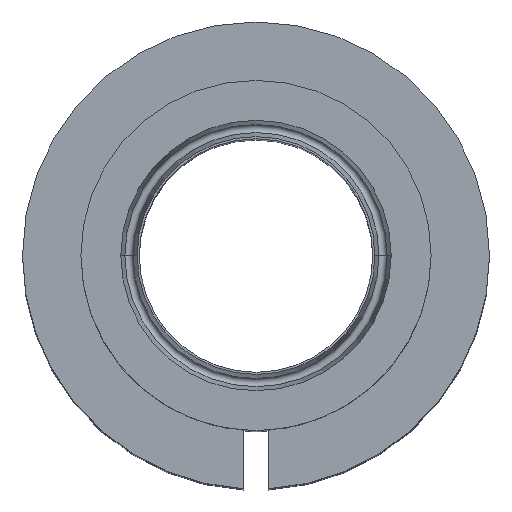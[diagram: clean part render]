
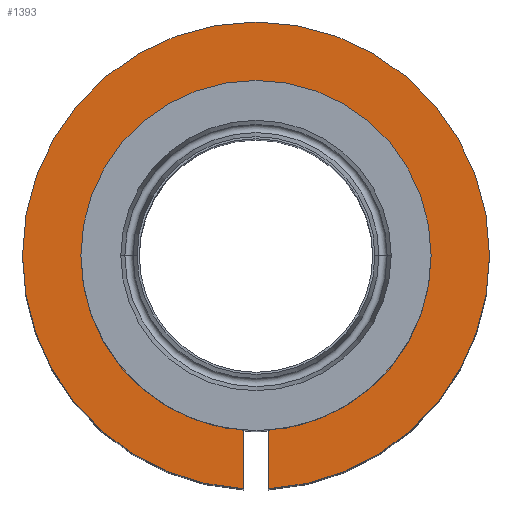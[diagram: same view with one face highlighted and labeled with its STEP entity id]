
A CAD part, top view. The second image highlights one B-rep face of the part: STEP entity #1393.
In plain terms, the highlighted planar face has unit normal (0, 0, 1).
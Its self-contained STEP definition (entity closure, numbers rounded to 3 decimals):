
#27 = VERTEX_POINT ( 'NONE', #427 ) ;
#28 = VERTEX_POINT ( 'NONE', #428 ) ;
#129 = EDGE_LOOP ( 'NONE', ( #263, #277, #276, #283, #247, #311, #242, #211 ) ) ;
#211 = ORIENTED_EDGE ( 'NONE', *, *, #1508, .F. ) ;
#242 = ORIENTED_EDGE ( 'NONE', *, *, #1505, .F. ) ;
#247 = ORIENTED_EDGE ( 'NONE', *, *, #1479, .F. ) ;
#263 = ORIENTED_EDGE ( 'NONE', *, *, #1466, .T. ) ;
#276 = ORIENTED_EDGE ( 'NONE', *, *, #1509, .T. ) ;
#277 = ORIENTED_EDGE ( 'NONE', *, *, #1464, .T. ) ;
#283 = ORIENTED_EDGE ( 'NONE', *, *, #1501, .F. ) ;
#311 = ORIENTED_EDGE ( 'NONE', *, *, #1469, .F. ) ;
#389 = VERTEX_POINT ( 'NONE', #432 ) ;
#401 = VERTEX_POINT ( 'NONE', #446 ) ;
#427 = CARTESIAN_POINT ( 'NONE',  ( -0.419, -5.985, 0. ) ) ;
#428 = CARTESIAN_POINT ( 'NONE',  ( 6., 0., 0. ) ) ;
#432 = CARTESIAN_POINT ( 'NONE',  ( 8., 0., 0. ) ) ;
#446 = CARTESIAN_POINT ( 'NONE',  ( 0.419, -7.989, 0. ) ) ;
#455 = CARTESIAN_POINT ( 'NONE',  ( -0.419, -7.989, 0. ) ) ;
#457 = CARTESIAN_POINT ( 'NONE',  ( 0.419, -5.985, 0. ) ) ;
#465 = CARTESIAN_POINT ( 'NONE',  ( -6., 0., 0. ) ) ;
#471 = CARTESIAN_POINT ( 'NONE',  ( -8., 0., 0. ) ) ;
#678 = PLANE ( 'NONE',  #1636 ) ;
#682 = CARTESIAN_POINT ( 'NONE',  ( 0., 8., 0. ) ) ;
#703 = DIRECTION ( 'NONE',  ( 0., 0., -1. ) ) ;
#704 = DIRECTION ( 'NONE',  ( -1., 0., 0. ) ) ;
#740 = VERTEX_POINT ( 'NONE', #455 ) ;
#742 = VERTEX_POINT ( 'NONE', #457 ) ;
#750 = VERTEX_POINT ( 'NONE', #465 ) ;
#756 = VERTEX_POINT ( 'NONE', #471 ) ;
#772 = VECTOR ( 'NONE', #1053, 1000. ) ;
#777 = LINE ( 'NONE', #1046, #772 ) ;
#784 = CIRCLE ( 'NONE', #1328, 6. ) ;
#787 = LINE ( 'NONE', #1070, #788 ) ;
#788 = VECTOR ( 'NONE', #1071, 1000. ) ;
#789 = CIRCLE ( 'NONE', #1329, 8. ) ;
#956 = CARTESIAN_POINT ( 'NONE',  ( 0., 0., 0. ) ) ;
#957 = DIRECTION ( 'NONE',  ( 0., 0., 1. ) ) ;
#958 = DIRECTION ( 'NONE',  ( 1., 0., 0. ) ) ;
#959 = CARTESIAN_POINT ( 'NONE',  ( 0., 0., 0. ) ) ;
#962 = DIRECTION ( 'NONE',  ( 0., 0., 1. ) ) ;
#963 = DIRECTION ( 'NONE',  ( 1., 0., 0. ) ) ;
#964 = CARTESIAN_POINT ( 'NONE',  ( 0., 0., 0. ) ) ;
#970 = DIRECTION ( 'NONE',  ( 0., 0., 1. ) ) ;
#971 = DIRECTION ( 'NONE',  ( 1., 0., 0. ) ) ;
#987 = CARTESIAN_POINT ( 'NONE',  ( 0., 0., 0. ) ) ;
#996 = DIRECTION ( 'NONE',  ( 0., 0., 1. ) ) ;
#997 = DIRECTION ( 'NONE',  ( 1., 0., 0. ) ) ;
#1046 = CARTESIAN_POINT ( 'NONE',  ( -0.419, 0., 0. ) ) ;
#1053 = DIRECTION ( 'NONE',  ( 0., -1., 0. ) ) ;
#1054 = CARTESIAN_POINT ( 'NONE',  ( 0., 0., 0. ) ) ;
#1061 = CARTESIAN_POINT ( 'NONE',  ( 0., 0., 0. ) ) ;
#1062 = DIRECTION ( 'NONE',  ( 0., 0., 1. ) ) ;
#1063 = DIRECTION ( 'NONE',  ( 1., 0., 0. ) ) ;
#1070 = CARTESIAN_POINT ( 'NONE',  ( 0.419, 0., 0. ) ) ;
#1071 = DIRECTION ( 'NONE',  ( 0., 1., 0. ) ) ;
#1073 = DIRECTION ( 'NONE',  ( 0., 0., 1. ) ) ;
#1074 = DIRECTION ( 'NONE',  ( 1., 0., 0. ) ) ;
#1201 = FACE_OUTER_BOUND ( 'NONE', #129, .T. ) ;
#1286 = CIRCLE ( 'NONE', #1671, 8. ) ;
#1287 = CIRCLE ( 'NONE', #1673, 8. ) ;
#1292 = CIRCLE ( 'NONE', #1675, 6. ) ;
#1308 = CIRCLE ( 'NONE', #1681, 6. ) ;
#1328 = AXIS2_PLACEMENT_3D ( 'NONE', #1054, #1062, #1063 ) ;
#1329 = AXIS2_PLACEMENT_3D ( 'NONE', #1061, #1073, #1074 ) ;
#1393 = ADVANCED_FACE ( 'NONE', ( #1201 ), #678, .F. ) ;
#1464 = EDGE_CURVE ( 'NONE', #389, #756, #1286, .T. ) ;
#1466 = EDGE_CURVE ( 'NONE', #401, #389, #1287, .T. ) ;
#1469 = EDGE_CURVE ( 'NONE', #28, #750, #1292, .T. ) ;
#1479 = EDGE_CURVE ( 'NONE', #750, #27, #1308, .T. ) ;
#1501 = EDGE_CURVE ( 'NONE', #27, #740, #777, .T. ) ;
#1505 = EDGE_CURVE ( 'NONE', #742, #28, #784, .T. ) ;
#1508 = EDGE_CURVE ( 'NONE', #401, #742, #787, .T. ) ;
#1509 = EDGE_CURVE ( 'NONE', #756, #740, #789, .T. ) ;
#1636 = AXIS2_PLACEMENT_3D ( 'NONE', #682, #703, #704 ) ;
#1671 = AXIS2_PLACEMENT_3D ( 'NONE', #956, #957, #958 ) ;
#1673 = AXIS2_PLACEMENT_3D ( 'NONE', #959, #962, #963 ) ;
#1675 = AXIS2_PLACEMENT_3D ( 'NONE', #964, #970, #971 ) ;
#1681 = AXIS2_PLACEMENT_3D ( 'NONE', #987, #996, #997 ) ;
